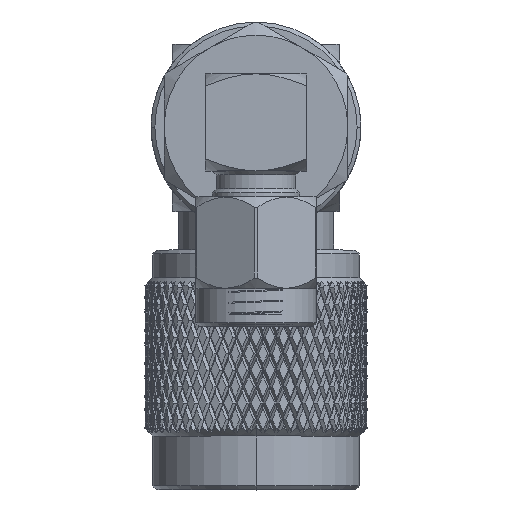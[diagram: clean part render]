
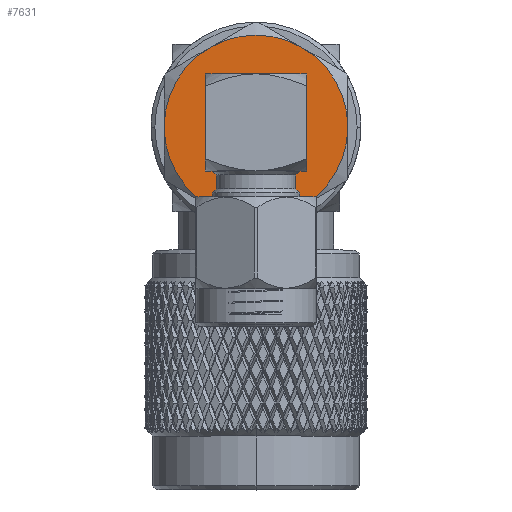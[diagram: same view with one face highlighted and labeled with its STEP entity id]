
A CAD part, top view. The second image highlights one B-rep face of the part: STEP entity #7631.
In plain terms, the highlighted face is planar.
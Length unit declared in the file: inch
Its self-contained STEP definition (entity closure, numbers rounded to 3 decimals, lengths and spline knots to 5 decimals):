
#24 = CARTESIAN_POINT ( 'NONE',  ( 0.20457, 1.385, 0.11811 ) ) ;
#3070 = AXIS2_PLACEMENT_3D ( 'NONE', #70459, #108763, #34557 ) ;
#3528 = ORIENTED_EDGE ( 'NONE', *, *, #59359, .T. ) ;
#5192 = CARTESIAN_POINT ( 'NONE',  ( 0., 1.385, 0. ) ) ;
#5953 = EDGE_CURVE ( 'NONE', #8626, #85560, #57586, .T. ) ;
#7557 = EDGE_CURVE ( 'NONE', #85560, #9322, #14757, .T. ) ;
#7631 = ADVANCED_FACE ( 'NONE', ( #22072, #11717 ), #68909, .T. ) ;
#8626 = VERTEX_POINT ( 'NONE', #24 ) ;
#9322 = VERTEX_POINT ( 'NONE', #107952 ) ;
#10310 = ORIENTED_EDGE ( 'NONE', *, *, #7557, .T. ) ;
#11717 = FACE_OUTER_BOUND ( 'NONE', #118515, .T. ) ;
#12414 = CIRCLE ( 'NONE', #22160, 0.12 ) ;
#13357 = AXIS2_PLACEMENT_3D ( 'NONE', #19574, #45747, #89745 ) ;
#14757 = CIRCLE ( 'NONE', #34218, 0.23622 ) ;
#15983 = CIRCLE ( 'NONE', #109241, 0.23622 ) ;
#17487 = EDGE_CURVE ( 'NONE', #9322, #47479, #87491, .T. ) ;
#18431 = ORIENTED_EDGE ( 'NONE', *, *, #25732, .T. ) ;
#18711 = DIRECTION ( 'NONE',  ( 0., 1., 0. ) ) ;
#19574 = CARTESIAN_POINT ( 'NONE',  ( 0., 1.385, 0. ) ) ;
#20618 = CARTESIAN_POINT ( 'NONE',  ( 0.20457, 1.385, -0.11811 ) ) ;
#21804 = ORIENTED_EDGE ( 'NONE', *, *, #5953, .T. ) ;
#22072 = FACE_BOUND ( 'NONE', #51209, .T. ) ;
#22160 = AXIS2_PLACEMENT_3D ( 'NONE', #5192, #42960, #42364 ) ;
#22553 = AXIS2_PLACEMENT_3D ( 'NONE', #114553, #39172, #30619 ) ;
#23026 = AXIS2_PLACEMENT_3D ( 'NONE', #33366, #69259, #108162 ) ;
#25732 = EDGE_CURVE ( 'NONE', #41319, #100760, #15983, .T. ) ;
#29742 = VERTEX_POINT ( 'NONE', #82574 ) ;
#30619 = DIRECTION ( 'NONE',  ( 0., 0., 1. ) ) ;
#33366 = CARTESIAN_POINT ( 'NONE',  ( 0., 1.385, 0. ) ) ;
#34218 = AXIS2_PLACEMENT_3D ( 'NONE', #39769, #68305, #57987 ) ;
#34557 = DIRECTION ( 'NONE',  ( 0., 0., 1. ) ) ;
#39172 = DIRECTION ( 'NONE',  ( 0., 1., 0. ) ) ;
#39769 = CARTESIAN_POINT ( 'NONE',  ( 0., 1.385, 0. ) ) ;
#41319 = VERTEX_POINT ( 'NONE', #60507 ) ;
#42364 = DIRECTION ( 'NONE',  ( 0., 0., 1. ) ) ;
#42941 = CARTESIAN_POINT ( 'NONE',  ( -0.20457, 1.385, -0.11811 ) ) ;
#42960 = DIRECTION ( 'NONE',  ( 0., -1., 0. ) ) ;
#44754 = ORIENTED_EDGE ( 'NONE', *, *, #67251, .T. ) ;
#45747 = DIRECTION ( 'NONE',  ( 0., 1., 0. ) ) ;
#45871 = CARTESIAN_POINT ( 'NONE',  ( 0., 1.385, -0.12 ) ) ;
#46087 = CARTESIAN_POINT ( 'NONE',  ( 0., 1.385, 0. ) ) ;
#46287 = DIRECTION ( 'NONE',  ( 0., 0., 1. ) ) ;
#47479 = VERTEX_POINT ( 'NONE', #42941 ) ;
#48296 = CIRCLE ( 'NONE', #56137, 0.23622 ) ;
#48475 = CARTESIAN_POINT ( 'NONE',  ( 0., 1.385, 0. ) ) ;
#51209 = EDGE_LOOP ( 'NONE', ( #69921, #112076 ) ) ;
#54534 = AXIS2_PLACEMENT_3D ( 'NONE', #46087, #18711, #56434 ) ;
#56137 = AXIS2_PLACEMENT_3D ( 'NONE', #48475, #84951, #73010 ) ;
#56434 = DIRECTION ( 'NONE',  ( 0., 0., 1. ) ) ;
#57577 = EDGE_CURVE ( 'NONE', #29742, #109534, #85186, .T. ) ;
#57586 = CIRCLE ( 'NONE', #3070, 0.23622 ) ;
#57987 = DIRECTION ( 'NONE',  ( 0., 0., 1. ) ) ;
#59359 = EDGE_CURVE ( 'NONE', #47479, #41319, #108583, .T. ) ;
#59869 = ORIENTED_EDGE ( 'NONE', *, *, #17487, .T. ) ;
#60507 = CARTESIAN_POINT ( 'NONE',  ( -0.20457, 1.385, 0.11811 ) ) ;
#67251 = EDGE_CURVE ( 'NONE', #100760, #8626, #48296, .T. ) ;
#68305 = DIRECTION ( 'NONE',  ( 0., 1., 0. ) ) ;
#68909 = PLANE ( 'NONE',  #22553 ) ;
#69259 = DIRECTION ( 'NONE',  ( 0., -1., 0. ) ) ;
#69921 = ORIENTED_EDGE ( 'NONE', *, *, #57577, .T. ) ;
#70459 = CARTESIAN_POINT ( 'NONE',  ( 0., 1.385, 0. ) ) ;
#73010 = DIRECTION ( 'NONE',  ( 0., 0., 1. ) ) ;
#82574 = CARTESIAN_POINT ( 'NONE',  ( 0., 1.385, 0.12 ) ) ;
#84951 = DIRECTION ( 'NONE',  ( 0., 1., 0. ) ) ;
#85186 = CIRCLE ( 'NONE', #23026, 0.12 ) ;
#85560 = VERTEX_POINT ( 'NONE', #20618 ) ;
#87491 = CIRCLE ( 'NONE', #54534, 0.23622 ) ;
#88802 = CARTESIAN_POINT ( 'NONE',  ( 0., 1.385, 0.23622 ) ) ;
#89745 = DIRECTION ( 'NONE',  ( 0., 0., 1. ) ) ;
#100760 = VERTEX_POINT ( 'NONE', #88802 ) ;
#103475 = DIRECTION ( 'NONE',  ( 0., 1., 0. ) ) ;
#107952 = CARTESIAN_POINT ( 'NONE',  ( 0., 1.385, -0.23622 ) ) ;
#108162 = DIRECTION ( 'NONE',  ( 0., 0., 1. ) ) ;
#108583 = CIRCLE ( 'NONE', #13357, 0.23622 ) ;
#108763 = DIRECTION ( 'NONE',  ( 0., 1., 0. ) ) ;
#109241 = AXIS2_PLACEMENT_3D ( 'NONE', #119913, #103475, #46287 ) ;
#109534 = VERTEX_POINT ( 'NONE', #45871 ) ;
#111588 = EDGE_CURVE ( 'NONE', #109534, #29742, #12414, .T. ) ;
#112076 = ORIENTED_EDGE ( 'NONE', *, *, #111588, .T. ) ;
#114553 = CARTESIAN_POINT ( 'NONE',  ( -0.215, 1.385, 0.215 ) ) ;
#118515 = EDGE_LOOP ( 'NONE', ( #18431, #44754, #21804, #10310, #59869, #3528 ) ) ;
#119913 = CARTESIAN_POINT ( 'NONE',  ( 0., 1.385, 0. ) ) ;
